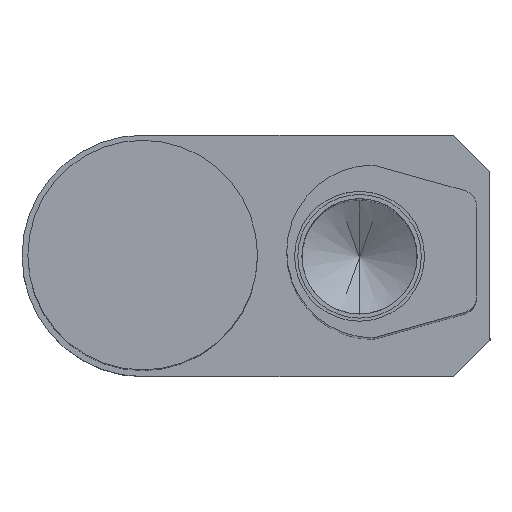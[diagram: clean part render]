
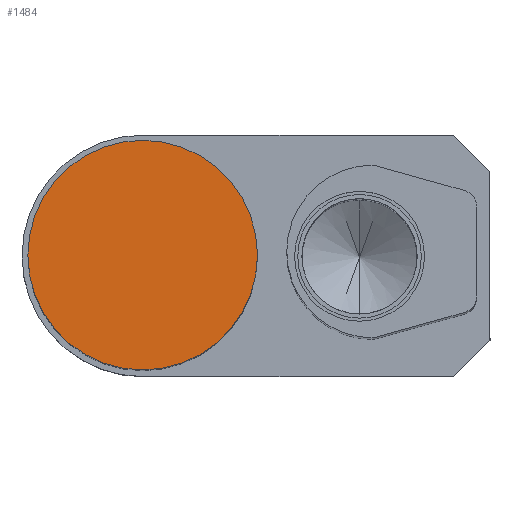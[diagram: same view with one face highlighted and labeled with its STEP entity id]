
A CAD part, top view. The second image highlights one B-rep face of the part: STEP entity #1484.
In plain terms, the highlighted face is planar.
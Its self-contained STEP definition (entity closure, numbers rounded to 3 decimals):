
#174 = AXIS2_PLACEMENT_3D ( 'NONE', #381, #633, #377 ) ;
#248 = DIRECTION ( 'NONE',  ( 0., 1., 0. ) ) ;
#255 = FACE_OUTER_BOUND ( 'NONE', #1633, .T. ) ;
#259 = DIRECTION ( 'NONE',  ( 0., 0., 1. ) ) ;
#377 = DIRECTION ( 'NONE',  ( 0., 0., 1. ) ) ;
#381 = CARTESIAN_POINT ( 'NONE',  ( 64.307, 96.817, 64.013 ) ) ;
#633 = DIRECTION ( 'NONE',  ( 0., 1., 0. ) ) ;
#653 = DIRECTION ( 'NONE',  ( 0., 0., 1. ) ) ;
#658 = CARTESIAN_POINT ( 'NONE',  ( 64.307, 96.817, 64.013 ) ) ;
#700 = CIRCLE ( 'NONE', #830, 19.939 ) ;
#708 = VERTEX_POINT ( 'NONE', #1003 ) ;
#830 = AXIS2_PLACEMENT_3D ( 'NONE', #658, #248, #653 ) ;
#913 = CARTESIAN_POINT ( 'NONE',  ( 64.307, 96.817, 44.074 ) ) ;
#922 = CARTESIAN_POINT ( 'NONE',  ( 64.307, 96.817, 64.013 ) ) ;
#939 = ORIENTED_EDGE ( 'NONE', *, *, #1559, .T. ) ;
#1003 = CARTESIAN_POINT ( 'NONE',  ( 64.307, 96.817, 83.952 ) ) ;
#1004 = ORIENTED_EDGE ( 'NONE', *, *, #1071, .T. ) ;
#1071 = EDGE_CURVE ( 'NONE', #708, #1077, #1668, .T. ) ;
#1077 = VERTEX_POINT ( 'NONE', #913 ) ;
#1437 = AXIS2_PLACEMENT_3D ( 'NONE', #922, #1556, #259 ) ;
#1484 = ADVANCED_FACE ( 'NONE', ( #255 ), #1708, .T. ) ;
#1556 = DIRECTION ( 'NONE',  ( 0., 1., 0. ) ) ;
#1559 = EDGE_CURVE ( 'NONE', #1077, #708, #700, .T. ) ;
#1633 = EDGE_LOOP ( 'NONE', ( #939, #1004 ) ) ;
#1668 = CIRCLE ( 'NONE', #174, 19.939 ) ;
#1708 = PLANE ( 'NONE',  #1437 ) ;
